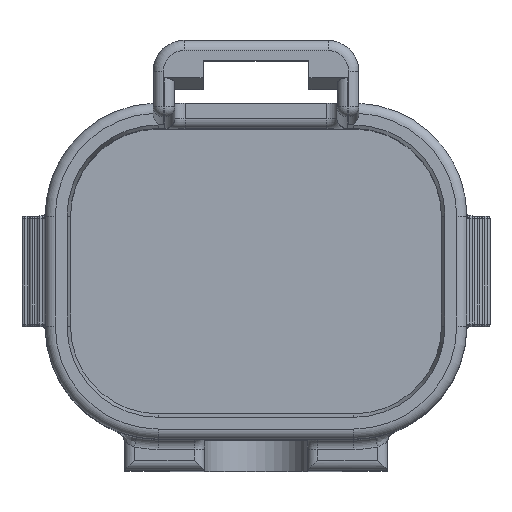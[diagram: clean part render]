
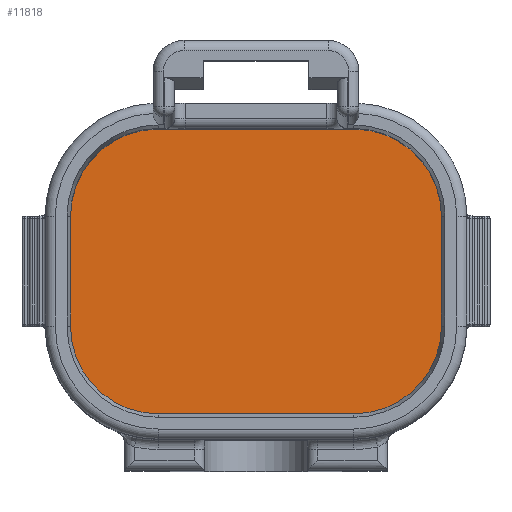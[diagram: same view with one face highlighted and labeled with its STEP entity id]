
A CAD part, top view. The second image highlights one B-rep face of the part: STEP entity #11818.
In plain terms, the highlighted planar face has unit normal (0, 0, 1).
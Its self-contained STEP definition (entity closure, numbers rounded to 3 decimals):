
#4820=CARTESIAN_POINT('',(-4.827,2.714,-19.812));
#4821=DIRECTION('',(0.,0.,1.));
#4822=DIRECTION('',(0.,1.,0.));
#4823=AXIS2_PLACEMENT_3D('',#4820,#4821,#4822);
#4849=DIRECTION('',(1.,0.,0.));
#4850=VECTOR('',#4849,9.653);
#4851=CARTESIAN_POINT('',(-4.827,7.049,-19.812));
#4852=LINE('',#4851,#4850);
#5581=CARTESIAN_POINT('',(4.827,2.714,-19.812));
#5582=DIRECTION('',(0.,0.,1.));
#5583=DIRECTION('',(1.,0.,0.));
#5584=AXIS2_PLACEMENT_3D('',#5581,#5582,#5583);
#5603=DIRECTION('',(0.,-1.,0.));
#5604=VECTOR('',#5603,5.427);
#5605=CARTESIAN_POINT('',(9.162,2.714,-19.812));
#5606=LINE('',#5605,#5604);
#5625=CARTESIAN_POINT('',(4.827,-2.714,-19.812));
#5626=DIRECTION('',(0.,0.,1.));
#5627=DIRECTION('',(0.,-1.,0.));
#5628=AXIS2_PLACEMENT_3D('',#5625,#5626,#5627);
#5640=DIRECTION('',(1.,0.,0.));
#5641=VECTOR('',#5640,9.653);
#5642=CARTESIAN_POINT('',(-4.827,-7.049,-19.812));
#5643=LINE('',#5642,#5641);
#5669=CARTESIAN_POINT('',(-4.827,-2.714,-19.812));
#5670=DIRECTION('',(0.,0.,1.));
#5671=DIRECTION('',(-1.,0.,0.));
#5672=AXIS2_PLACEMENT_3D('',#5669,#5670,#5671);
#5691=DIRECTION('',(0.,1.,0.));
#5692=VECTOR('',#5691,5.427);
#5693=CARTESIAN_POINT('',(-9.162,-2.714,-19.812));
#5694=LINE('',#5693,#5692);
#5734=CARTESIAN_POINT('',(9.162,2.714,-19.812));
#5735=CARTESIAN_POINT('',(9.162,-2.714,-19.812));
#5736=VERTEX_POINT('',#5734);
#5737=VERTEX_POINT('',#5735);
#5738=CARTESIAN_POINT('',(4.827,-7.049,-19.812));
#5739=VERTEX_POINT('',#5738);
#5740=CARTESIAN_POINT('',(-9.162,-2.714,-19.812));
#5741=CARTESIAN_POINT('',(-4.827,-7.049,-19.812));
#5742=VERTEX_POINT('',#5740);
#5743=VERTEX_POINT('',#5741);
#5744=CARTESIAN_POINT('',(-9.162,2.714,-19.812));
#5745=VERTEX_POINT('',#5744);
#5746=CARTESIAN_POINT('',(-4.827,7.049,-19.812));
#5747=VERTEX_POINT('',#5746);
#5748=CARTESIAN_POINT('',(4.827,7.049,-19.812));
#5749=VERTEX_POINT('',#5748);
#11801=CARTESIAN_POINT('',(0.,0.,-19.812));
#11802=DIRECTION('',(0.,0.,-1.));
#11803=DIRECTION('',(-1.,0.,0.));
#11804=AXIS2_PLACEMENT_3D('',#11801,#11802,#11803);
#11805=PLANE('',#11804);
#11806=ORIENTED_EDGE('',*,*,#11792,.F.);
#11808=ORIENTED_EDGE('',*,*,#11807,.F.);
#11810=ORIENTED_EDGE('',*,*,#11809,.T.);
#11811=ORIENTED_EDGE('',*,*,#11119,.F.);
#11812=ORIENTED_EDGE('',*,*,#11136,.T.);
#11813=ORIENTED_EDGE('',*,*,#11753,.F.);
#11814=ORIENTED_EDGE('',*,*,#11767,.T.);
#11815=ORIENTED_EDGE('',*,*,#11781,.F.);
#11816=EDGE_LOOP('',(#11806,#11808,#11810,#11811,#11812,#11813,#11814,#11815));
#11817=FACE_OUTER_BOUND('',#11816,.F.);
#11818=ADVANCED_FACE('',(#11817),#11805,.F.);
#4824=CIRCLE('',#4823,4.335);
#5585=CIRCLE('',#5584,4.335);
#5629=CIRCLE('',#5628,4.335);
#5673=CIRCLE('',#5672,4.335);
#11119=EDGE_CURVE('',#5747,#5745,#4824,.T.);
#11136=EDGE_CURVE('',#5747,#5749,#4852,.T.);
#11753=EDGE_CURVE('',#5736,#5749,#5585,.T.);
#11767=EDGE_CURVE('',#5736,#5737,#5606,.T.);
#11781=EDGE_CURVE('',#5739,#5737,#5629,.T.);
#11792=EDGE_CURVE('',#5743,#5739,#5643,.T.);
#11807=EDGE_CURVE('',#5742,#5743,#5673,.T.);
#11809=EDGE_CURVE('',#5742,#5745,#5694,.T.);
